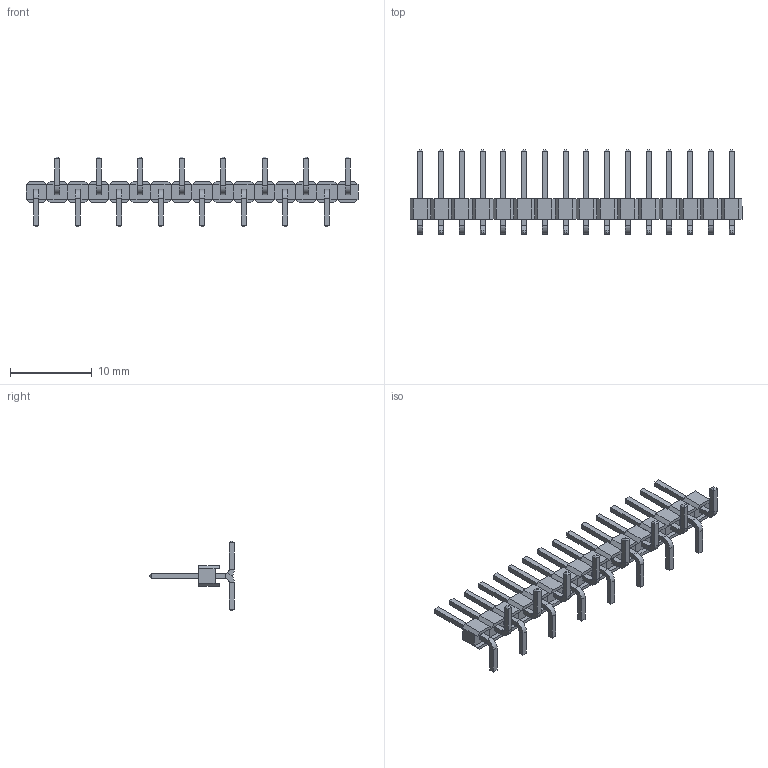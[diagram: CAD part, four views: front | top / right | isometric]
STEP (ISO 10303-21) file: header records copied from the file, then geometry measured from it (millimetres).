
FILE_DESCRIPTION (( 'STEP AP214' ), '1' );
FILE_NAME ('PLS-16SMD.STEP', '2019-07-03T10:29:23', ( '' ), ( '' ), 'SwSTEP 2.0', 'SolidWorks 2018', '' );
FILE_SCHEMA (( 'AUTOMOTIVE_DESIGN' ));
Length unit declared in the file: millimetre
Products named in the file (2): PLS-16SMD; PLS_SMD
Assembly tree (16 placements, depth 2):
  PLS-16SMD
    PLS_SMD  x16
Bounding box: 40.64 x 10.36 x 8.54 mm (x, y, z)
Volume: 288.1 mm3; surface area: 1063.3 mm2
Topology: 16 solids, 16 shells, 640 faces, 1408 edges, 832 vertices
Faces by surface type: plane 608, cylinder 32
Entity records: 1682 total; most frequent: DIRECTION 210, CARTESIAN_POINT 199, ORIENTED_EDGE 176, EDGE_CURVE 88, LINE 84, VECTOR 84, AXIS2_PLACEMENT_3D 63, VERTEX_POINT 52
